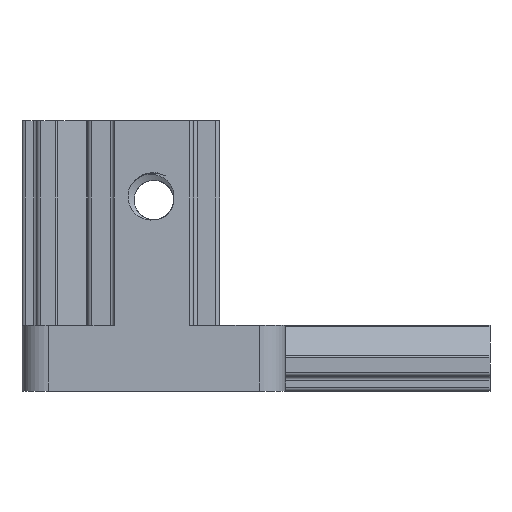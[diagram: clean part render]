
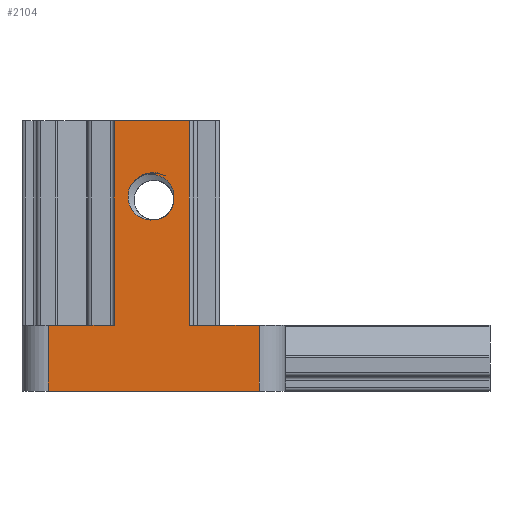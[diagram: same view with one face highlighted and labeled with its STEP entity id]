
A CAD part, left-side view. The second image highlights one B-rep face of the part: STEP entity #2104.
In plain terms, the highlighted planar face has unit normal (-1, 0, 0).
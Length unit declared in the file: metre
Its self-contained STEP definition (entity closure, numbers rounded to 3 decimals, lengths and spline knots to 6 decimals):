
#89=LINE('',#3055,#284);
#121=LINE('',#3162,#316);
#139=LINE('',#3257,#334);
#160=LINE('',#3355,#355);
#161=LINE('',#3357,#356);
#162=LINE('',#3359,#357);
#163=LINE('',#3360,#358);
#164=LINE('',#3361,#359);
#284=VECTOR('',#2431,1.);
#316=VECTOR('',#2489,1.);
#334=VECTOR('',#2535,1.);
#355=VECTOR('',#2608,1.);
#356=VECTOR('',#2609,1.);
#357=VECTOR('',#2610,1.);
#358=VECTOR('',#2611,1.);
#359=VECTOR('',#2612,1.);
#525=CIRCLE('',#2279,0.0015);
#718=ORIENTED_EDGE('',*,*,#1365,.F.);
#719=ORIENTED_EDGE('',*,*,#1366,.F.);
#720=ORIENTED_EDGE('',*,*,#1367,.F.);
#721=ORIENTED_EDGE('',*,*,#1368,.T.);
#722=ORIENTED_EDGE('',*,*,#1241,.T.);
#723=ORIENTED_EDGE('',*,*,#1369,.T.);
#724=ORIENTED_EDGE('',*,*,#1370,.T.);
#725=ORIENTED_EDGE('',*,*,#1371,.T.);
#726=ORIENTED_EDGE('',*,*,#1324,.T.);
#727=ORIENTED_EDGE('',*,*,#1372,.T.);
#728=ORIENTED_EDGE('',*,*,#1288,.F.);
#729=ORIENTED_EDGE('',*,*,#1373,.T.);
#1241=EDGE_CURVE('',#1571,#1570,#89,.T.);
#1288=EDGE_CURVE('',#1617,#1618,#121,.T.);
#1324=EDGE_CURVE('',#1633,#1650,#139,.T.);
#1365=EDGE_CURVE('',#1683,#1684,#1791,.T.);
#1366=EDGE_CURVE('',#1685,#1683,#1792,.T.);
#1367=EDGE_CURVE('',#1686,#1685,#1793,.T.);
#1368=EDGE_CURVE('',#1686,#1684,#525,.T.);
#1369=EDGE_CURVE('',#1570,#1687,#160,.F.);
#1370=EDGE_CURVE('',#1687,#1688,#161,.T.);
#1371=EDGE_CURVE('',#1688,#1633,#162,.T.);
#1372=EDGE_CURVE('',#1650,#1618,#163,.T.);
#1373=EDGE_CURVE('',#1617,#1571,#164,.F.);
#1570=VERTEX_POINT('',#3054);
#1571=VERTEX_POINT('',#3056);
#1617=VERTEX_POINT('',#3161);
#1618=VERTEX_POINT('',#3163);
#1633=VERTEX_POINT('',#3222);
#1650=VERTEX_POINT('',#3256);
#1683=VERTEX_POINT('',#3341);
#1684=VERTEX_POINT('',#3342);
#1685=VERTEX_POINT('',#3347);
#1686=VERTEX_POINT('',#3353);
#1687=VERTEX_POINT('',#3356);
#1688=VERTEX_POINT('',#3358);
#1791=B_SPLINE_CURVE_WITH_KNOTS('',3,(#3335,#3336,#3337,#3338,#3339,#3340),
 .UNSPECIFIED.,.F.,.F.,(4,1,1,4),(0.,0.001741,0.002611,
0.003482),.UNSPECIFIED.);
#1792=B_SPLINE_CURVE_WITH_KNOTS('',3,(#3343,#3344,#3345,#3346),
 .UNSPECIFIED.,.F.,.F.,(4,4),(0.,0.001638),
 .UNSPECIFIED.);
#1793=B_SPLINE_CURVE_WITH_KNOTS('',3,(#3348,#3349,#3350,#3351,#3352),
 .UNSPECIFIED.,.F.,.F.,(4,1,4),(0.,0.001757,0.003514),
 .UNSPECIFIED.);
#1813=EDGE_LOOP('',(#718,#719,#720,#721));
#1814=EDGE_LOOP('',(#722,#723,#724,#725,#726,#727,#728,#729));
#1934=FACE_BOUND('',#1813,.T.);
#1935=FACE_BOUND('',#1814,.T.);
#2050=PLANE('',#2278);
#2104=ADVANCED_FACE('',(#1934,#1935),#2050,.T.);
#2278=AXIS2_PLACEMENT_3D('',#3334,#2604,#2605);
#2279=AXIS2_PLACEMENT_3D('',#3354,#2606,#2607);
#2431=DIRECTION('',(0.,1.,0.));
#2489=DIRECTION('',(0.,1.,0.));
#2535=DIRECTION('',(0.,1.,0.));
#2604=DIRECTION('',(-1.,0.,0.));
#2605=DIRECTION('',(0.,-1.,0.));
#2606=DIRECTION('',(1.,0.,0.));
#2607=DIRECTION('',(0.,1.,0.));
#2608=DIRECTION('',(0.,0.,-1.));
#2609=DIRECTION('',(0.,1.,0.));
#2610=DIRECTION('',(0.,0.,-1.));
#2611=DIRECTION('',(0.,0.,-1.));
#2612=DIRECTION('',(0.,0.,-1.));
#3054=CARTESIAN_POINT('',(-0.01,-0.0027,0.005));
#3055=CARTESIAN_POINT('',(-0.01,0.,0.005));
#3056=CARTESIAN_POINT('',(-0.01,-0.008,0.005));
#3161=CARTESIAN_POINT('',(-0.01,-0.008,0.));
#3162=CARTESIAN_POINT('',(-0.01,0.,0.));
#3163=CARTESIAN_POINT('',(-0.01,0.008,0.));
#3222=CARTESIAN_POINT('',(-0.01,0.003,0.005));
#3256=CARTESIAN_POINT('',(-0.01,0.008,0.005));
#3257=CARTESIAN_POINT('',(-0.01,0.,0.005));
#3334=CARTESIAN_POINT('',(-0.01,0.,0.005));
#3335=CARTESIAN_POINT('',(-0.01,0.001892,0.015265));
#3336=CARTESIAN_POINT('',(-0.01,0.00204,0.014696));
#3337=CARTESIAN_POINT('',(-0.01,0.001852,0.013752));
#3338=CARTESIAN_POINT('',(-0.01,0.000893,0.013015));
#3339=CARTESIAN_POINT('',(-0.01,0.000291,0.012952));
#3340=CARTESIAN_POINT('',(-0.01,0.,0.013));
#3341=CARTESIAN_POINT('',(-0.01,0.001892,0.015265));
#3342=CARTESIAN_POINT('',(-0.01,0.,0.013));
#3343=CARTESIAN_POINT('',(-0.01,0.000792,0.016382));
#3344=CARTESIAN_POINT('',(-0.01,0.001316,0.016225));
#3345=CARTESIAN_POINT('',(-0.01,0.001739,0.015791));
#3346=CARTESIAN_POINT('',(-0.01,0.001892,0.015265));
#3347=CARTESIAN_POINT('',(-0.01,0.000792,0.016382));
#3348=CARTESIAN_POINT('',(-0.01,-0.0015,0.0145));
#3349=CARTESIAN_POINT('',(-0.01,-0.001612,0.015083));
#3350=CARTESIAN_POINT('',(-0.01,-0.001062,0.016314));
#3351=CARTESIAN_POINT('',(-0.01,0.000219,0.016533));
#3352=CARTESIAN_POINT('',(-0.01,0.000792,0.016382));
#3353=CARTESIAN_POINT('',(-0.01,-0.0015,0.0145));
#3354=CARTESIAN_POINT('',(-0.01,0.,0.0145));
#3355=CARTESIAN_POINT('',(-0.01,-0.0027,0.0205));
#3356=CARTESIAN_POINT('',(-0.01,-0.0027,0.0205));
#3357=CARTESIAN_POINT('',(-0.01,0.,0.0205));
#3358=CARTESIAN_POINT('',(-0.01,0.003,0.0205));
#3359=CARTESIAN_POINT('',(-0.01,0.003,0.0205));
#3360=CARTESIAN_POINT('',(-0.01,0.008,0.));
#3361=CARTESIAN_POINT('',(-0.01,-0.008,0.005));
